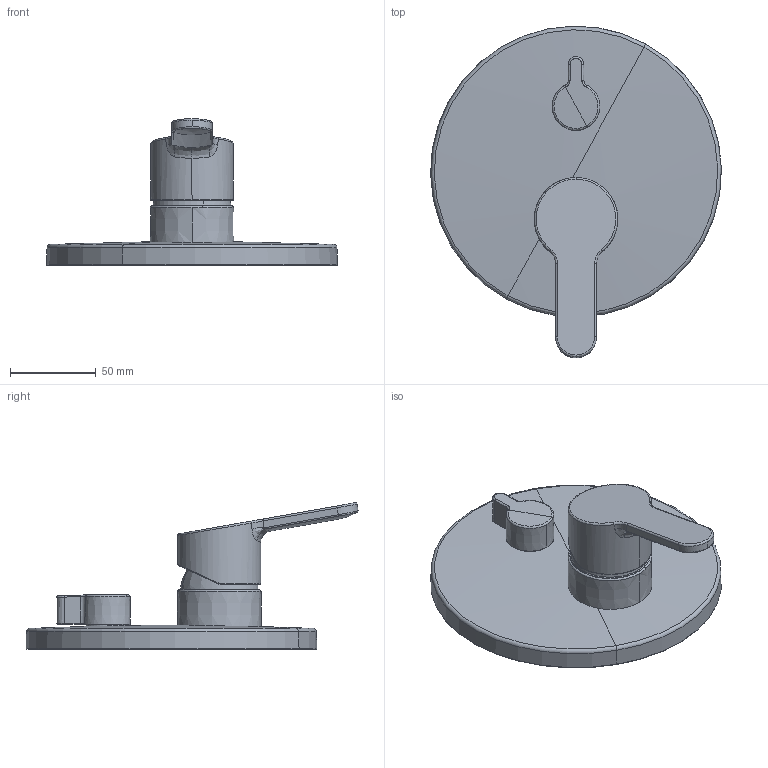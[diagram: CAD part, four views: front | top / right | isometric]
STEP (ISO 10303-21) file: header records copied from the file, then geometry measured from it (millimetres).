
FILE_DESCRIPTION (( 'STEP AP203' ), '1' );
FILE_NAME ('89903003+89909003.STEP', '2022-04-21T11:21:56', ( '' ), ( '' ), 'SwSTEP 2.0', 'SolidWorks 2016', '' );
FILE_SCHEMA (( 'CONFIG_CONTROL_DESIGN' ));
Length unit declared in the file: millimetre
Products named in the file (1): 89903003+89909003
Bounding box: 169.95 x 194.04 x 85.62 mm (x, y, z)
Volume: 415025.8 mm3; surface area: 69606.1 mm2
Topology: 1 solids, 3 shells, 113 faces, 271 edges, 167 vertices
Faces by surface type: bspline 48, cylinder 21, plane 19, torus 12, cone 9, sphere 4
Entity records: 8074 total; most frequent: CARTESIAN_POINT 5826, ORIENTED_EDGE 542, DIRECTION 296, EDGE_CURVE 271, VERTEX_POINT 167, B_SPLINE_CURVE_WITH_KNOTS 153, AXIS2_PLACEMENT_3D 124, EDGE_LOOP 118
